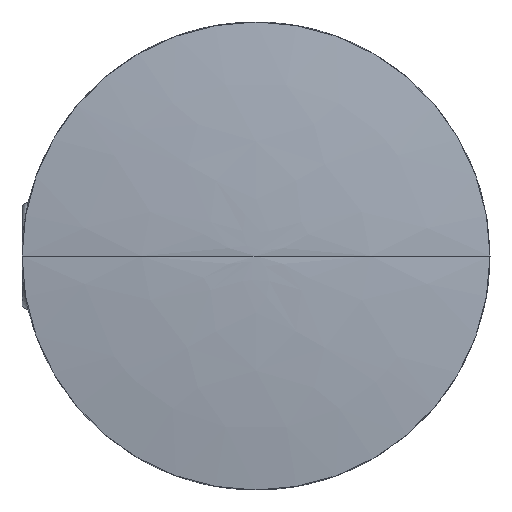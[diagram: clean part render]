
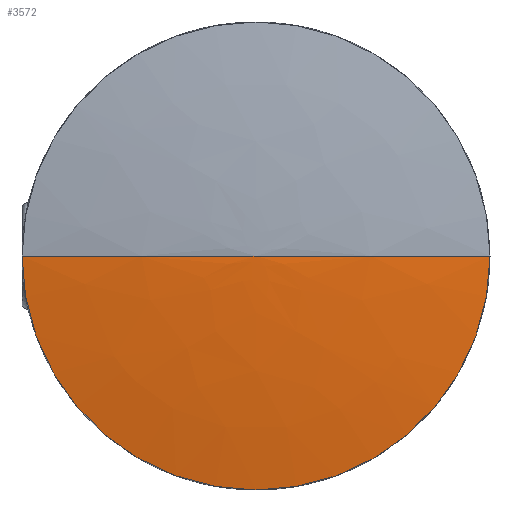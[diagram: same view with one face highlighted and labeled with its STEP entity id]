
A CAD part, left-side view. The second image highlights one B-rep face of the part: STEP entity #3572.
In plain terms, the highlighted free-form (B-spline) face has degree [2, 3] with [3, 4] control points.
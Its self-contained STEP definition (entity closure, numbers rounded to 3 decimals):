
#196 = CARTESIAN_POINT ( 'NONE',  ( -69.926, 0., 0. ) ) ;
#465 = CARTESIAN_POINT ( 'NONE',  ( -69.926, 11., -22. ) ) ;
#954 = FACE_OUTER_BOUND ( 'NONE', #3654, .T. ) ;
#1016 = CARTESIAN_POINT ( 'NONE',  ( -70.773, -5.274, 0. ) ) ;
#1460 = CARTESIAN_POINT ( 'NONE',  ( -69.926, 11., 0. ) ) ;
#1470 = ORIENTED_EDGE ( 'NONE', *, *, #5086, .T. ) ;
#1508 = VERTEX_POINT ( 'NONE', #5564 ) ;
#1833 = DIRECTION ( 'NONE',  ( 0., 0., 1. ) ) ;
#1970 = ORIENTED_EDGE ( 'NONE', *, *, #4236, .T. ) ;
#2043 = CARTESIAN_POINT ( 'NONE',  ( -69.926, -11., 0. ) ) ;
#2164 = CIRCLE ( 'NONE', #4122, 11. ) ;
#2416 = VERTEX_POINT ( 'NONE', #2816 ) ;
#2448 = CARTESIAN_POINT ( 'NONE',  ( -70.753, 0., 0. ) ) ;
#2663 = VERTEX_POINT ( 'NONE', #1460 ) ;
#2816 = CARTESIAN_POINT ( 'NONE',  ( -69.926, 0., -11. ) ) ;
#2843 = B_SPLINE_CURVE_WITH_KNOTS ( 'NONE', 2,
 ( #3583, #6270, #6205 ),
 .UNSPECIFIED., .F., .F.,
 ( 3, 3 ),
 ( 0., 1. ),
 .UNSPECIFIED. ) ;
#3037 = CARTESIAN_POINT ( 'NONE',  ( -69.926, 11., 0. ) ) ;
#3572 = ADVANCED_FACE ( 'NONE', ( #954 ), #5776, .F. ) ;
#3583 = CARTESIAN_POINT ( 'NONE',  ( -69.926, -11., 0. ) ) ;
#3610 = CARTESIAN_POINT ( 'NONE',  ( -70.773, 5.274, -10.547 ) ) ;
#3630 = ORIENTED_EDGE ( 'NONE', *, *, #6602, .T. ) ;
#3654 = EDGE_LOOP ( 'NONE', ( #1470, #1970, #4193, #3630 ) ) ;
#3779 = CARTESIAN_POINT ( 'NONE',  ( -70.773, 5.274, 0. ) ) ;
#3827 = DIRECTION ( 'NONE',  ( -1., 0., 0. ) ) ;
#4122 = AXIS2_PLACEMENT_3D ( 'NONE', #196, #3827, #5414 ) ;
#4128 = CARTESIAN_POINT ( 'NONE',  ( -70.773, 5.274, 0. ) ) ;
#4163 = CIRCLE ( 'NONE', #6592, 11. ) ;
#4193 = ORIENTED_EDGE ( 'NONE', *, *, #4657, .F. ) ;
#4236 = EDGE_CURVE ( 'NONE', #1508, #5233, #2843, .T. ) ;
#4258 = CARTESIAN_POINT ( 'NONE',  ( -70.753, 0., 0. ) ) ;
#4433 = CARTESIAN_POINT ( 'NONE',  ( -69.926, 0., 0. ) ) ;
#4461 = CARTESIAN_POINT ( 'NONE',  ( -70.753, 0., 0. ) ) ;
#4657 = EDGE_CURVE ( 'NONE', #2663, #5233, #5969, .T. ) ;
#5032 = CARTESIAN_POINT ( 'NONE',  ( -70.753, 0., 0. ) ) ;
#5086 = EDGE_CURVE ( 'NONE', #2416, #1508, #4163, .T. ) ;
#5233 = VERTEX_POINT ( 'NONE', #2448 ) ;
#5414 = DIRECTION ( 'NONE',  ( 0., 0., 1. ) ) ;
#5564 = CARTESIAN_POINT ( 'NONE',  ( -69.926, -11., 0. ) ) ;
#5717 = CARTESIAN_POINT ( 'NONE',  ( -70.773, -5.274, -10.547 ) ) ;
#5776 =( BOUNDED_SURFACE ( )  B_SPLINE_SURFACE ( 2, 3, ( 
 ( #3037, #465, #6140, #2043 ),
 ( #4128, #3610, #5717, #1016 ),
 ( #5032, #5785, #4258, #6297 ) ),
 .UNSPECIFIED., .F., .F., .T. ) 
 B_SPLINE_SURFACE_WITH_KNOTS ( ( 3, 3 ),
 ( 4, 4 ),
 ( 0., 1. ),
 ( 0., 1. ),
 .UNSPECIFIED. ) 
 GEOMETRIC_REPRESENTATION_ITEM ( )  RATIONAL_B_SPLINE_SURFACE ( (
 ( 1., 0.333, 0.333, 1.),
 ( 1., 0.333, 0.333, 1.),
 ( 1., 0.333, 0.333, 1.) ) ) 
 REPRESENTATION_ITEM ( '' )  SURFACE ( )  );
#5785 = CARTESIAN_POINT ( 'NONE',  ( -70.753, 0., 0. ) ) ;
#5821 = CARTESIAN_POINT ( 'NONE',  ( -69.926, 11., 0. ) ) ;
#5969 = B_SPLINE_CURVE_WITH_KNOTS ( 'NONE', 2,
 ( #5821, #3779, #4461 ),
 .UNSPECIFIED., .F., .F.,
 ( 3, 3 ),
 ( 0., 1. ),
 .UNSPECIFIED. ) ;
#6140 = CARTESIAN_POINT ( 'NONE',  ( -69.926, -11., -22. ) ) ;
#6205 = CARTESIAN_POINT ( 'NONE',  ( -70.753, 0., 0. ) ) ;
#6270 = CARTESIAN_POINT ( 'NONE',  ( -70.773, -5.274, 0. ) ) ;
#6297 = CARTESIAN_POINT ( 'NONE',  ( -70.753, 0., 0. ) ) ;
#6538 = DIRECTION ( 'NONE',  ( -1., 0., 0. ) ) ;
#6592 = AXIS2_PLACEMENT_3D ( 'NONE', #4433, #6538, #1833 ) ;
#6602 = EDGE_CURVE ( 'NONE', #2663, #2416, #2164, .T. ) ;
